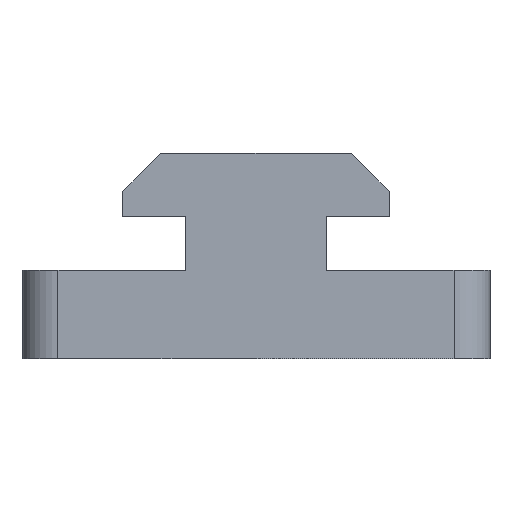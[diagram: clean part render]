
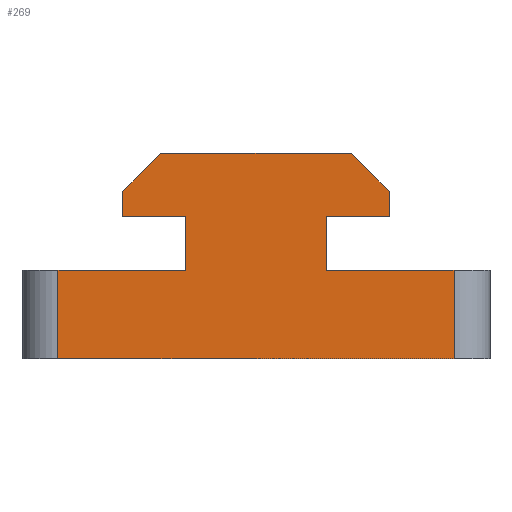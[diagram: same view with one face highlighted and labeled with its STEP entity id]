
A CAD part, front view. The second image highlights one B-rep face of the part: STEP entity #269.
In plain terms, the highlighted planar face has unit normal (0, -1, 0).
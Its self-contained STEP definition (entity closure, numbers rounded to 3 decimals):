
#150=CARTESIAN_POINT('',(0.,-40.,13.));
#151=DIRECTION('',(1.,0.,0.));
#152=DIRECTION('',(0.,-1.,0.));
#153=AXIS2_PLACEMENT_3D('',#150,#152,#151);
#154=PLANE('',#153);
#155=CARTESIAN_POINT('',(3.9,-40.,4.9));
#156=VERTEX_POINT('',#155);
#157=CARTESIAN_POINT('',(3.9,-40.,7.9));
#158=VERTEX_POINT('',#157);
#159=CARTESIAN_POINT('',(3.9,-40.,4.9));
#160=DIRECTION('',(0.,0.,1.));
#161=VECTOR('',#160,3.);
#162=LINE('',#159,#161);
#163=EDGE_CURVE('',#156,#158,#162,.T.);
#164=ORIENTED_EDGE('',*,*,#163,.T.);
#165=CARTESIAN_POINT('',(7.4,-40.,7.9));
#166=VERTEX_POINT('',#165);
#167=CARTESIAN_POINT('',(3.9,-40.,7.9));
#168=DIRECTION('',(1.,0.,0.));
#169=VECTOR('',#168,3.5);
#170=LINE('',#167,#169);
#171=EDGE_CURVE('',#158,#166,#170,.T.);
#172=ORIENTED_EDGE('',*,*,#171,.T.);
#173=CARTESIAN_POINT('',(7.4,-40.,9.3));
#174=VERTEX_POINT('',#173);
#175=CARTESIAN_POINT('',(7.4,-40.,7.9));
#176=DIRECTION('',(0.,0.,1.));
#177=VECTOR('',#176,1.4);
#178=LINE('',#175,#177);
#179=EDGE_CURVE('',#166,#174,#178,.T.);
#180=ORIENTED_EDGE('',*,*,#179,.T.);
#181=CARTESIAN_POINT('',(5.3,-40.,11.4));
#182=VERTEX_POINT('',#181);
#183=CARTESIAN_POINT('',(7.4,-40.,9.3));
#184=DIRECTION('',(-0.707,0.,0.707));
#185=VECTOR('',#184,2.97);
#186=LINE('',#183,#185);
#187=EDGE_CURVE('',#174,#182,#186,.T.);
#188=ORIENTED_EDGE('',*,*,#187,.T.);
#189=CARTESIAN_POINT('',(-5.3,-40.,11.4));
#190=VERTEX_POINT('',#189);
#191=CARTESIAN_POINT('',(5.3,-40.,11.4));
#192=DIRECTION('',(-1.,0.,0.));
#193=VECTOR('',#192,10.6);
#194=LINE('',#191,#193);
#195=EDGE_CURVE('',#182,#190,#194,.T.);
#196=ORIENTED_EDGE('',*,*,#195,.T.);
#197=CARTESIAN_POINT('',(-7.4,-40.,9.3));
#198=VERTEX_POINT('',#197);
#199=CARTESIAN_POINT('',(-5.3,-40.,11.4));
#200=DIRECTION('',(-0.707,0.,-0.707));
#201=VECTOR('',#200,2.97);
#202=LINE('',#199,#201);
#203=EDGE_CURVE('',#190,#198,#202,.T.);
#204=ORIENTED_EDGE('',*,*,#203,.T.);
#205=CARTESIAN_POINT('',(-7.4,-40.,7.9));
#206=VERTEX_POINT('',#205);
#207=CARTESIAN_POINT('',(-7.4,-40.,9.3));
#208=DIRECTION('',(0.,0.,-1.));
#209=VECTOR('',#208,1.4);
#210=LINE('',#207,#209);
#211=EDGE_CURVE('',#198,#206,#210,.T.);
#212=ORIENTED_EDGE('',*,*,#211,.T.);
#213=CARTESIAN_POINT('',(-3.9,-40.,7.9));
#214=VERTEX_POINT('',#213);
#215=CARTESIAN_POINT('',(-7.4,-40.,7.9));
#216=DIRECTION('',(1.,0.,0.));
#217=VECTOR('',#216,3.5);
#218=LINE('',#215,#217);
#219=EDGE_CURVE('',#206,#214,#218,.T.);
#220=ORIENTED_EDGE('',*,*,#219,.T.);
#221=CARTESIAN_POINT('',(-3.9,-40.,4.9));
#222=VERTEX_POINT('',#221);
#223=CARTESIAN_POINT('',(-3.9,-40.,7.9));
#224=DIRECTION('',(0.,0.,-1.));
#225=VECTOR('',#224,3.);
#226=LINE('',#223,#225);
#227=EDGE_CURVE('',#214,#222,#226,.T.);
#228=ORIENTED_EDGE('',*,*,#227,.T.);
#229=CARTESIAN_POINT('',(-11.,-40.,4.9));
#230=VERTEX_POINT('',#229);
#231=CARTESIAN_POINT('',(-3.9,-40.,4.9));
#232=DIRECTION('',(-1.,0.,0.));
#233=VECTOR('',#232,7.1);
#234=LINE('',#231,#233);
#235=EDGE_CURVE('',#222,#230,#234,.T.);
#236=ORIENTED_EDGE('',*,*,#235,.T.);
#237=CARTESIAN_POINT('',(-11.,-40.,0.));
#238=VERTEX_POINT('',#237);
#239=CARTESIAN_POINT('',(-11.,-40.,4.9));
#240=DIRECTION('',(0.,0.,-1.));
#241=VECTOR('',#240,4.9);
#242=LINE('',#239,#241);
#243=EDGE_CURVE('',#230,#238,#242,.T.);
#244=ORIENTED_EDGE('',*,*,#243,.T.);
#245=CARTESIAN_POINT('',(11.,-40.,0.));
#246=VERTEX_POINT('',#245);
#247=CARTESIAN_POINT('',(11.,-40.,0.));
#248=DIRECTION('',(-1.,0.,0.));
#249=VECTOR('',#248,22.);
#250=LINE('',#247,#249);
#251=EDGE_CURVE('',#246,#238,#250,.T.);
#252=ORIENTED_EDGE('',*,*,#251,.F.);
#253=CARTESIAN_POINT('',(11.,-40.,4.9));
#254=VERTEX_POINT('',#253);
#255=CARTESIAN_POINT('',(11.,-40.,0.));
#256=DIRECTION('',(0.,0.,1.));
#257=VECTOR('',#256,4.9);
#258=LINE('',#255,#257);
#259=EDGE_CURVE('',#246,#254,#258,.T.);
#260=ORIENTED_EDGE('',*,*,#259,.T.);
#261=CARTESIAN_POINT('',(11.,-40.,4.9));
#262=DIRECTION('',(-1.,0.,0.));
#263=VECTOR('',#262,7.1);
#264=LINE('',#261,#263);
#265=EDGE_CURVE('',#254,#156,#264,.T.);
#266=ORIENTED_EDGE('',*,*,#265,.T.);
#267=EDGE_LOOP('',(#164,#172,#180,#188,#196,#204,#212,#220,#228,#236,#244,#252,#260,#266));
#268=FACE_OUTER_BOUND('',#267,.T.);
#269=ADVANCED_FACE('',(#268),#154,.T.);
